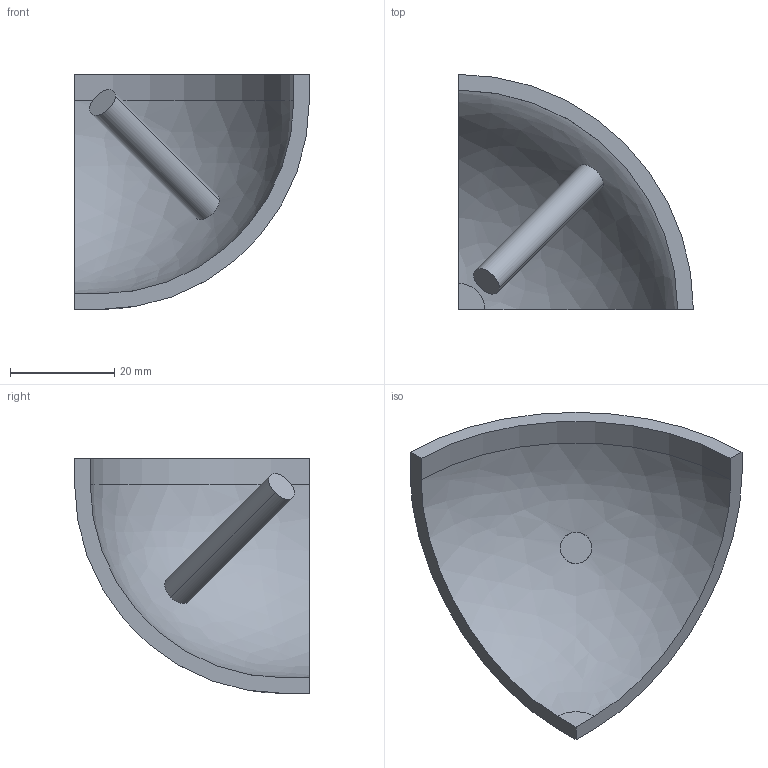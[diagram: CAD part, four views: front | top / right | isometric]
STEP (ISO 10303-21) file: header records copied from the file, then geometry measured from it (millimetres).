
FILE_DESCRIPTION((''),'2;1');
FILE_NAME('11115_POKROV_VOG_KOT_45X45R_CRN','2022-09-16T13:43:21',('PredragRovcanin'),('Audax d.o.o.'),'CREO PARAMETRIC BY PTC INC, 2020281','CREO PARAMETRIC BY PTC INC, 2020281','');
FILE_SCHEMA(('AUTOMOTIVE_DESIGN { 1 0 10303 214 1 1 1 1 }'));
Length unit declared in the file: millimetre
Products named in the file (1): 11115_POKROV_VOG_KOT_45X45R_CRN
Bounding box: 45 x 45 x 45 mm (x, y, z)
Volume: 10476.8 mm3; surface area: 7616 mm2
Topology: 1 solids, 1 shells, 12 faces, 29 edges, 22 vertices
Faces by surface type: plane 6, cylinder 4, bspline 2
Entity records: 998 total; most frequent: COLOUR_RGB 321, CARTESIAN_POINT 124, DIRECTION 61, ORIENTED_EDGE 54, PRESENTATION_STYLE_ASSIGNMENT 31, STYLED_ITEM 31, CURVE_STYLE 30, EDGE_CURVE 27
